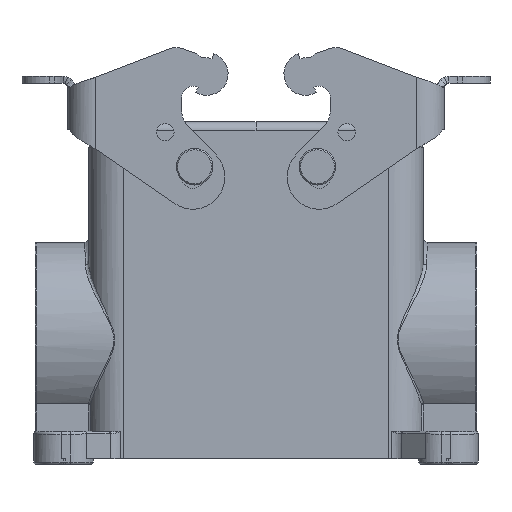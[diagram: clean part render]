
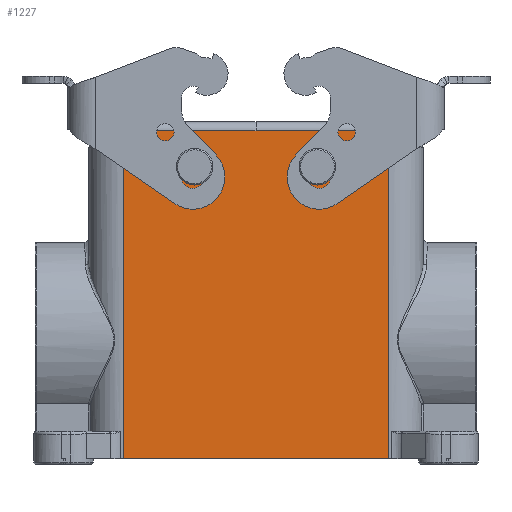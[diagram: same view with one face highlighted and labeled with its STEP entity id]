
A CAD part, front view. The second image highlights one B-rep face of the part: STEP entity #1227.
In plain terms, the highlighted planar face has unit normal (0, -1, 0).
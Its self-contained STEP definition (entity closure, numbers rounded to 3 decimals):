
#1227=ADVANCED_FACE('',(#3459,#3460,#3461),#1834,.T.);
#1834=PLANE('',#10271);
#2065=LINE('',#14039,#2763);
#2066=LINE('',#14042,#2764);
#2067=LINE('',#14044,#2765);
#2068=LINE('',#14046,#2766);
#2069=LINE('',#14048,#2767);
#2070=LINE('',#14050,#2768);
#2071=LINE('',#14052,#2769);
#2072=LINE('',#14054,#2770);
#2073=LINE('',#14056,#2771);
#2763=VECTOR('',#11298,1.);
#2764=VECTOR('',#11299,1.);
#2765=VECTOR('',#11300,1.);
#2766=VECTOR('',#11301,1.);
#2767=VECTOR('',#11302,1.);
#2768=VECTOR('',#11303,1.);
#2769=VECTOR('',#11304,1.);
#2770=VECTOR('',#11305,1.);
#2771=VECTOR('',#11306,1.);
#3459=FACE_BOUND('',#3724,.T.);
#3460=FACE_BOUND('',#3725,.T.);
#3461=FACE_BOUND('',#3726,.T.);
#3724=EDGE_LOOP('',(#4470));
#3725=EDGE_LOOP('',(#4471,#4472,#4473,#4474,#4475,#4476,#4477,#4478,#4479));
#3726=EDGE_LOOP('',(#4480));
#4470=ORIENTED_EDGE('',*,*,#8314,.T.);
#4471=ORIENTED_EDGE('',*,*,#8315,.T.);
#4472=ORIENTED_EDGE('',*,*,#8316,.F.);
#4473=ORIENTED_EDGE('',*,*,#8317,.T.);
#4474=ORIENTED_EDGE('',*,*,#8318,.F.);
#4475=ORIENTED_EDGE('',*,*,#8319,.F.);
#4476=ORIENTED_EDGE('',*,*,#8320,.T.);
#4477=ORIENTED_EDGE('',*,*,#8321,.T.);
#4478=ORIENTED_EDGE('',*,*,#8322,.T.);
#4479=ORIENTED_EDGE('',*,*,#8323,.T.);
#4480=ORIENTED_EDGE('',*,*,#8324,.T.);
#7362=VERTEX_POINT('',#14038);
#7363=VERTEX_POINT('',#14040);
#7364=VERTEX_POINT('',#14041);
#7365=VERTEX_POINT('',#14043);
#7366=VERTEX_POINT('',#14045);
#7367=VERTEX_POINT('',#14047);
#7368=VERTEX_POINT('',#14049);
#7369=VERTEX_POINT('',#14051);
#7370=VERTEX_POINT('',#14053);
#7371=VERTEX_POINT('',#14055);
#7372=VERTEX_POINT('',#14058);
#8314=EDGE_CURVE('',#7362,#7362,#9751,.T.);
#8315=EDGE_CURVE('',#7363,#7364,#2065,.T.);
#8316=EDGE_CURVE('',#7365,#7364,#2066,.T.);
#8317=EDGE_CURVE('',#7365,#7366,#2067,.T.);
#8318=EDGE_CURVE('',#7367,#7366,#2068,.T.);
#8319=EDGE_CURVE('',#7368,#7367,#2069,.T.);
#8320=EDGE_CURVE('',#7368,#7369,#2070,.T.);
#8321=EDGE_CURVE('',#7369,#7370,#2071,.T.);
#8322=EDGE_CURVE('',#7370,#7371,#2072,.T.);
#8323=EDGE_CURVE('',#7371,#7363,#2073,.T.);
#8324=EDGE_CURVE('',#7372,#7372,#9752,.T.);
#9751=CIRCLE('',#10269,2.05);
#9752=CIRCLE('',#10270,2.05);
#10269=AXIS2_PLACEMENT_3D('',#14037,#11296,#11297);
#10270=AXIS2_PLACEMENT_3D('',#14057,#11307,#11308);
#10271=AXIS2_PLACEMENT_3D('',#14059,#11309,#11310);
#11296=DIRECTION('',(0.,1.,0.));
#11297=DIRECTION('',(0.,0.,-1.));
#11298=DIRECTION('',(-1.,0.,0.));
#11299=DIRECTION('',(0.,0.,-1.));
#11300=DIRECTION('',(-1.,0.,0.));
#11301=DIRECTION('',(1.,0.,0.));
#11302=DIRECTION('',(0.,0.,1.));
#11303=DIRECTION('',(-1.,0.,0.));
#11304=DIRECTION('',(0.,0.,-1.));
#11305=DIRECTION('',(1.,0.,0.));
#11306=DIRECTION('',(0.,0.,1.));
#11307=DIRECTION('',(0.,1.,0.));
#11308=DIRECTION('',(0.,0.,-1.));
#11309=DIRECTION('',(0.,-1.,0.));
#11310=DIRECTION('',(0.,0.,1.));
#14037=CARTESIAN_POINT('',(13.4,-21.5,63.8));
#14038=CARTESIAN_POINT('',(13.4,-21.5,61.75));
#14039=CARTESIAN_POINT('',(29.,-21.5,68.));
#14040=CARTESIAN_POINT('',(29.,-21.5,68.));
#14041=CARTESIAN_POINT('',(28.8,-21.5,68.));
#14042=CARTESIAN_POINT('',(28.8,-21.5,71.6));
#14043=CARTESIAN_POINT('',(28.8,-21.5,71.6));
#14044=CARTESIAN_POINT('',(28.8,-21.5,71.6));
#14045=CARTESIAN_POINT('',(0.,-21.5,71.6));
#14046=CARTESIAN_POINT('',(-28.8,-21.5,71.6));
#14047=CARTESIAN_POINT('',(-28.8,-21.5,71.6));
#14048=CARTESIAN_POINT('',(-28.8,-21.5,68.));
#14049=CARTESIAN_POINT('',(-28.8,-21.5,68.));
#14050=CARTESIAN_POINT('',(29.,-21.5,68.));
#14051=CARTESIAN_POINT('',(-29.,-21.5,68.));
#14052=CARTESIAN_POINT('',(-29.,-21.5,68.));
#14053=CARTESIAN_POINT('',(-29.,-21.5,0.));
#14054=CARTESIAN_POINT('',(-29.,-21.5,0.));
#14055=CARTESIAN_POINT('',(29.,-21.5,0.));
#14056=CARTESIAN_POINT('',(29.,-21.5,0.));
#14057=CARTESIAN_POINT('',(-13.4,-21.5,63.8));
#14058=CARTESIAN_POINT('',(-13.4,-21.5,61.75));
#14059=CARTESIAN_POINT('',(30.1,-21.5,-1.85));
